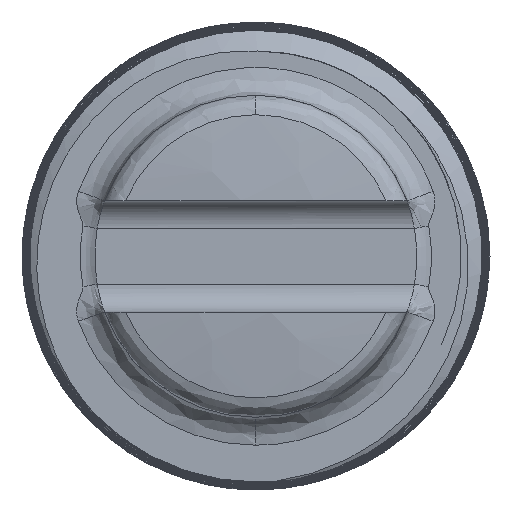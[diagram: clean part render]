
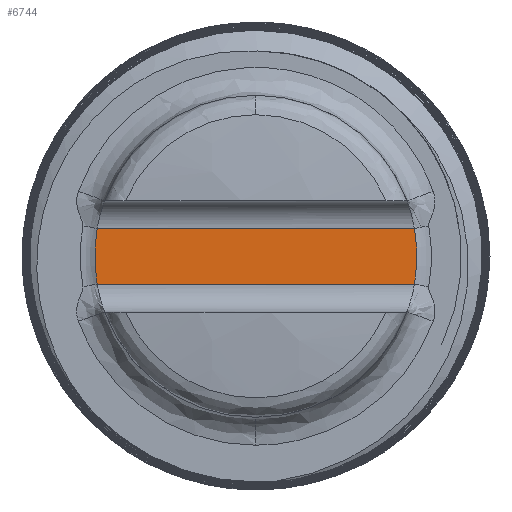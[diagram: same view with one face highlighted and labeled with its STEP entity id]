
A CAD part, front view. The second image highlights one B-rep face of the part: STEP entity #6744.
In plain terms, the highlighted planar face has unit normal (0, -1, 0).
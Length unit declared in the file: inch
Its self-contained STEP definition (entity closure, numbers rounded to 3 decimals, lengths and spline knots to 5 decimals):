
#751 = DIRECTION ( 'NONE',  ( 0., -1., 0. ) ) ;
#1074 = DIRECTION ( 'NONE',  ( 0., 1., 0. ) ) ;
#1322 = EDGE_CURVE ( 'NONE', #12372, #7024, #12524, .T. ) ;
#2101 = DIRECTION ( 'NONE',  ( 0., 0., -1. ) ) ;
#2291 = CARTESIAN_POINT ( 'NONE',  ( -0.35555, -2.3112, -0.0625 ) ) ;
#2357 = CARTESIAN_POINT ( 'NONE',  ( 0.35555, -2.3112, -0.0625 ) ) ;
#2778 = CARTESIAN_POINT ( 'NONE',  ( -0.35555, -2.3112, 0.0625 ) ) ;
#2858 = CARTESIAN_POINT ( 'NONE',  ( 0., -2.3112, 0. ) ) ;
#3513 = LINE ( 'NONE', #5767, #6554 ) ;
#4212 = CARTESIAN_POINT ( 'NONE',  ( 0.35555, -2.3112, 0.0625 ) ) ;
#4227 = CARTESIAN_POINT ( 'NONE',  ( 0., -2.3112, 0. ) ) ;
#5002 = VERTEX_POINT ( 'NONE', #2291 ) ;
#5541 = LINE ( 'NONE', #11499, #14526 ) ;
#5767 = CARTESIAN_POINT ( 'NONE',  ( 0., -2.3112, -0.0625 ) ) ;
#5819 = CIRCLE ( 'NONE', #9925, 0.361 ) ;
#5887 = ORIENTED_EDGE ( 'NONE', *, *, #1322, .T. ) ;
#6017 = AXIS2_PLACEMENT_3D ( 'NONE', #9026, #751, #2101 ) ;
#6554 = VECTOR ( 'NONE', #8107, 39.37008 ) ;
#6744 = ADVANCED_FACE ( 'NONE', ( #14716 ), #12296, .F. ) ;
#7024 = VERTEX_POINT ( 'NONE', #4212 ) ;
#7992 = VERTEX_POINT ( 'NONE', #2778 ) ;
#8107 = DIRECTION ( 'NONE',  ( -1., 0., 0. ) ) ;
#8721 = DIRECTION ( 'NONE',  ( 0., 0., -1. ) ) ;
#8791 = DIRECTION ( 'NONE',  ( 0., -1., 0. ) ) ;
#8854 = EDGE_LOOP ( 'NONE', ( #12230, #5887, #14571, #10142 ) ) ;
#9026 = CARTESIAN_POINT ( 'NONE',  ( 0., -2.3112, 0. ) ) ;
#9134 = EDGE_CURVE ( 'NONE', #7992, #5002, #5819, .T. ) ;
#9912 = AXIS2_PLACEMENT_3D ( 'NONE', #4227, #1074, #11315 ) ;
#9925 = AXIS2_PLACEMENT_3D ( 'NONE', #2858, #8791, #8721 ) ;
#10140 = DIRECTION ( 'NONE',  ( 1., 0., 0. ) ) ;
#10142 = ORIENTED_EDGE ( 'NONE', *, *, #9134, .T. ) ;
#10799 = EDGE_CURVE ( 'NONE', #12372, #5002, #3513, .T. ) ;
#11315 = DIRECTION ( 'NONE',  ( 0., 0., 1. ) ) ;
#11499 = CARTESIAN_POINT ( 'NONE',  ( 0., -2.3112, 0.0625 ) ) ;
#12230 = ORIENTED_EDGE ( 'NONE', *, *, #10799, .F. ) ;
#12296 = PLANE ( 'NONE',  #9912 ) ;
#12372 = VERTEX_POINT ( 'NONE', #2357 ) ;
#12524 = CIRCLE ( 'NONE', #6017, 0.361 ) ;
#14036 = EDGE_CURVE ( 'NONE', #7992, #7024, #5541, .T. ) ;
#14526 = VECTOR ( 'NONE', #10140, 39.37008 ) ;
#14571 = ORIENTED_EDGE ( 'NONE', *, *, #14036, .F. ) ;
#14716 = FACE_OUTER_BOUND ( 'NONE', #8854, .T. ) ;
